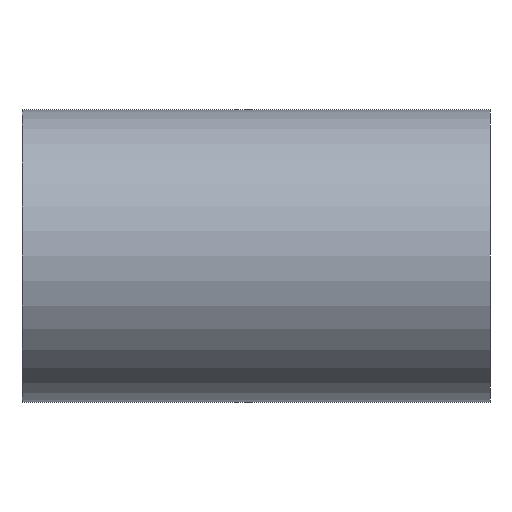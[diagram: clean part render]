
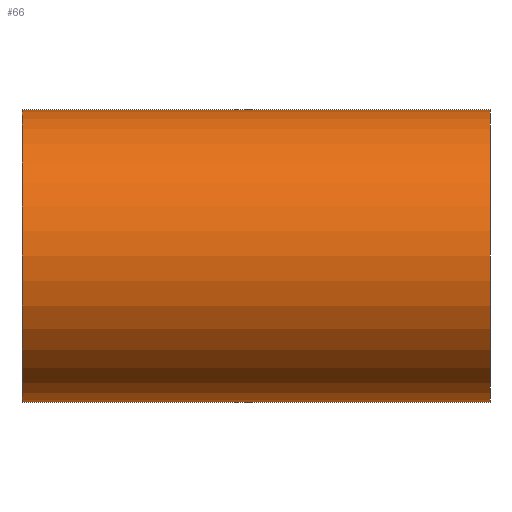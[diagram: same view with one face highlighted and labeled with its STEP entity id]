
A CAD part, left-side view. The second image highlights one B-rep face of the part: STEP entity #66.
In plain terms, the highlighted cylindrical face has radius 3.969 mm (diameter 7.938 mm), a partial arc.
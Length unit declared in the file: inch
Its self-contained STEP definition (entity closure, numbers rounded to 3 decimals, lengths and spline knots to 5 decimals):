
#3 = DIRECTION ( 'NONE',  ( 0., 1., 0. ) ) ;
#6 = CARTESIAN_POINT ( 'NONE',  ( 0., 0.5, 0. ) ) ;
#10 = EDGE_CURVE ( 'NONE', #115, #151, #223, .T. ) ;
#12 = AXIS2_PLACEMENT_3D ( 'NONE', #112, #3, #127 ) ;
#14 = CARTESIAN_POINT ( 'NONE',  ( 0., 0., -0.15625 ) ) ;
#19 = EDGE_CURVE ( 'NONE', #193, #141, #139, .T. ) ;
#26 = DIRECTION ( 'NONE',  ( 0., 0., -1. ) ) ;
#36 = EDGE_CURVE ( 'NONE', #193, #115, #222, .T. ) ;
#41 = AXIS2_PLACEMENT_3D ( 'NONE', #99, #208, #113 ) ;
#50 = EDGE_CURVE ( 'NONE', #141, #151, #88, .T. ) ;
#61 = CARTESIAN_POINT ( 'NONE',  ( 0., 0.5, 0.15625 ) ) ;
#66 = ADVANCED_FACE ( 'NONE', ( #203 ), #178, .T. ) ;
#88 = CIRCLE ( 'NONE', #41, 0.15625 ) ;
#89 = DIRECTION ( 'NONE',  ( 0., -1., 0. ) ) ;
#90 = CARTESIAN_POINT ( 'NONE',  ( 0., 0.5, -0.15625 ) ) ;
#99 = CARTESIAN_POINT ( 'NONE',  ( 0., 0., 0. ) ) ;
#100 = DIRECTION ( 'NONE',  ( 0., -1., 0. ) ) ;
#110 = CARTESIAN_POINT ( 'NONE',  ( 0., 0.5, 0.15625 ) ) ;
#111 = ORIENTED_EDGE ( 'NONE', *, *, #10, .F. ) ;
#112 = CARTESIAN_POINT ( 'NONE',  ( 0., 0.5, 0. ) ) ;
#113 = DIRECTION ( 'NONE',  ( 0., 0., 1. ) ) ;
#115 = VERTEX_POINT ( 'NONE', #61 ) ;
#118 = VECTOR ( 'NONE', #100, 39.37008 ) ;
#125 = ORIENTED_EDGE ( 'NONE', *, *, #50, .T. ) ;
#127 = DIRECTION ( 'NONE',  ( 0., 0., 1. ) ) ;
#130 = EDGE_LOOP ( 'NONE', ( #111, #197, #211, #125 ) ) ;
#139 = LINE ( 'NONE', #186, #118 ) ;
#141 = VERTEX_POINT ( 'NONE', #14 ) ;
#151 = VERTEX_POINT ( 'NONE', #187 ) ;
#154 = AXIS2_PLACEMENT_3D ( 'NONE', #6, #196, #26 ) ;
#178 = CYLINDRICAL_SURFACE ( 'NONE', #154, 0.15625 ) ;
#184 = VECTOR ( 'NONE', #89, 39.37008 ) ;
#186 = CARTESIAN_POINT ( 'NONE',  ( 0., 0.5, -0.15625 ) ) ;
#187 = CARTESIAN_POINT ( 'NONE',  ( 0., 0., 0.15625 ) ) ;
#193 = VERTEX_POINT ( 'NONE', #90 ) ;
#196 = DIRECTION ( 'NONE',  ( 0., -1., 0. ) ) ;
#197 = ORIENTED_EDGE ( 'NONE', *, *, #36, .F. ) ;
#203 = FACE_OUTER_BOUND ( 'NONE', #130, .T. ) ;
#208 = DIRECTION ( 'NONE',  ( 0., 1., 0. ) ) ;
#211 = ORIENTED_EDGE ( 'NONE', *, *, #19, .T. ) ;
#222 = CIRCLE ( 'NONE', #12, 0.15625 ) ;
#223 = LINE ( 'NONE', #110, #184 ) ;
